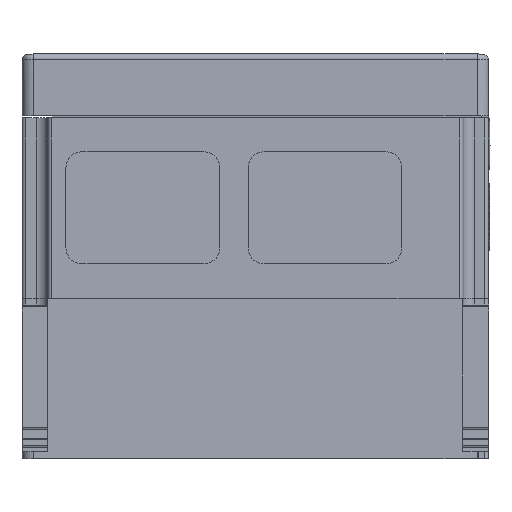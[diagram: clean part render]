
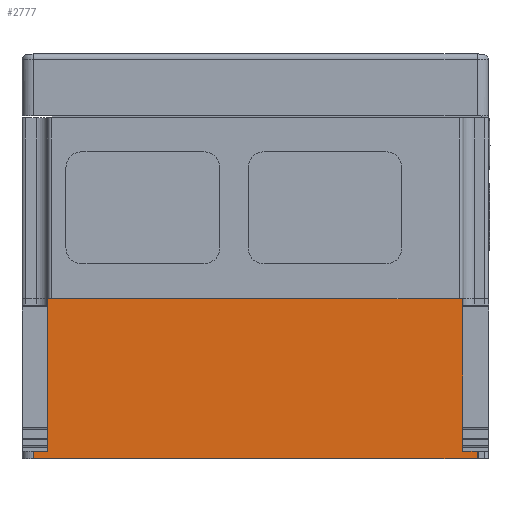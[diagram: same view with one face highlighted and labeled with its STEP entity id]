
A CAD part, left-side view. The second image highlights one B-rep face of the part: STEP entity #2777.
In plain terms, the highlighted planar face has unit normal (-1, 0, 0).
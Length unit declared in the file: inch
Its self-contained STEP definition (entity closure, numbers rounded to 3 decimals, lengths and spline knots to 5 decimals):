
#405 = CARTESIAN_POINT ( 'NONE',  ( -2.325, -3.24, -2.50263 ) ) ;
#1158 = EDGE_CURVE ( 'NONE', #23509, #43432, #25865, .T. ) ;
#1488 = LINE ( 'NONE', #16977, #42661 ) ;
#2777 = ADVANCED_FACE ( 'NONE', ( #45585 ), #38752, .F. ) ;
#3452 = ORIENTED_EDGE ( 'NONE', *, *, #4078, .T. ) ;
#4078 = EDGE_CURVE ( 'NONE', #51702, #9136, #22439, .T. ) ;
#4459 = CARTESIAN_POINT ( 'NONE',  ( -2.325, 3.64, -5. ) ) ;
#4575 = CARTESIAN_POINT ( 'NONE',  ( -2.325, -3.18, -2.5 ) ) ;
#4981 = DIRECTION ( 'NONE',  ( 0., -1., 0. ) ) ;
#5670 = LINE ( 'NONE', #17545, #25660 ) ;
#6064 = ORIENTED_EDGE ( 'NONE', *, *, #42711, .F. ) ;
#8879 = CARTESIAN_POINT ( 'NONE',  ( -2.325, 3.46, -5. ) ) ;
#9136 = VERTEX_POINT ( 'NONE', #22642 ) ;
#9315 = DIRECTION ( 'NONE',  ( 0., 0., 1. ) ) ;
#9918 = VERTEX_POINT ( 'NONE', #8879 ) ;
#10577 = VECTOR ( 'NONE', #28038, 39.37008 ) ;
#11007 = DIRECTION ( 'NONE',  ( 1., 0., 0. ) ) ;
#11788 = VECTOR ( 'NONE', #29478, 39.37008 ) ;
#11836 = LINE ( 'NONE', #4459, #10577 ) ;
#13441 = CARTESIAN_POINT ( 'NONE',  ( -2.325, 3.18, -5. ) ) ;
#13891 = EDGE_LOOP ( 'NONE', ( #22195, #21073, #36084, #21712, #47910, #14028, #28840, #33431, #34613, #3452, #6064, #42584 ) ) ;
#14028 = ORIENTED_EDGE ( 'NONE', *, *, #51619, .F. ) ;
#15220 = VECTOR ( 'NONE', #33238, 39.37008 ) ;
#15834 = DIRECTION ( 'NONE',  ( 0., -1., 0. ) ) ;
#16121 = VERTEX_POINT ( 'NONE', #405 ) ;
#16242 = CARTESIAN_POINT ( 'NONE',  ( -2.325, 3.64, -2.5 ) ) ;
#16977 = CARTESIAN_POINT ( 'NONE',  ( -2.325, 3.24, -2.50263 ) ) ;
#17545 = CARTESIAN_POINT ( 'NONE',  ( -2.325, -3.24, -2.50263 ) ) ;
#17851 = VERTEX_POINT ( 'NONE', #49818 ) ;
#18398 = DIRECTION ( 'NONE',  ( 0., -1., 0. ) ) ;
#18818 = VECTOR ( 'NONE', #43481, 39.37008 ) ;
#19276 = CARTESIAN_POINT ( 'NONE',  ( -2.325, -3.24, -2.50263 ) ) ;
#19664 = VERTEX_POINT ( 'NONE', #32522 ) ;
#20412 = EDGE_CURVE ( 'NONE', #26850, #43432, #34252, .T. ) ;
#20435 = EDGE_CURVE ( 'NONE', #28510, #9918, #43534, .T. ) ;
#21073 = ORIENTED_EDGE ( 'NONE', *, *, #28471, .T. ) ;
#21558 = DIRECTION ( 'NONE',  ( 0., 1., 0. ) ) ;
#21712 = ORIENTED_EDGE ( 'NONE', *, *, #1158, .T. ) ;
#21897 = LINE ( 'NONE', #19276, #51227 ) ;
#22195 = ORIENTED_EDGE ( 'NONE', *, *, #31779, .T. ) ;
#22439 = LINE ( 'NONE', #25445, #11788 ) ;
#22642 = CARTESIAN_POINT ( 'NONE',  ( -2.325, -3.46, -4.88 ) ) ;
#23509 = VERTEX_POINT ( 'NONE', #28775 ) ;
#23898 = CARTESIAN_POINT ( 'NONE',  ( -2.325, 3.64, -4.88 ) ) ;
#24367 = EDGE_CURVE ( 'NONE', #9918, #51702, #11836, .T. ) ;
#24779 = VERTEX_POINT ( 'NONE', #4575 ) ;
#25445 = CARTESIAN_POINT ( 'NONE',  ( -2.325, -3.46, -5. ) ) ;
#25660 = VECTOR ( 'NONE', #21558, 39.37008 ) ;
#25865 = LINE ( 'NONE', #13441, #15220 ) ;
#26850 = VERTEX_POINT ( 'NONE', #32551 ) ;
#28038 = DIRECTION ( 'NONE',  ( 0., -1., 0. ) ) ;
#28471 = EDGE_CURVE ( 'NONE', #19664, #24779, #40050, .T. ) ;
#28510 = VERTEX_POINT ( 'NONE', #51690 ) ;
#28775 = CARTESIAN_POINT ( 'NONE',  ( -2.325, 3.18, -2.5 ) ) ;
#28840 = ORIENTED_EDGE ( 'NONE', *, *, #40943, .F. ) ;
#28908 = CARTESIAN_POINT ( 'NONE',  ( -2.325, 3.64, -4.88 ) ) ;
#29478 = DIRECTION ( 'NONE',  ( 0., 0., 1. ) ) ;
#30499 = CARTESIAN_POINT ( 'NONE',  ( -2.325, 3.46, -5. ) ) ;
#31742 = VECTOR ( 'NONE', #50348, 39.37008 ) ;
#31758 = LINE ( 'NONE', #28908, #50438 ) ;
#31779 = EDGE_CURVE ( 'NONE', #16121, #19664, #5670, .T. ) ;
#32135 = LINE ( 'NONE', #16242, #50811 ) ;
#32522 = CARTESIAN_POINT ( 'NONE',  ( -2.325, -3.18, -2.50263 ) ) ;
#32551 = CARTESIAN_POINT ( 'NONE',  ( -2.325, 3.24, -2.50263 ) ) ;
#33003 = VECTOR ( 'NONE', #18398, 39.37008 ) ;
#33238 = DIRECTION ( 'NONE',  ( 0., 0., -1. ) ) ;
#33431 = ORIENTED_EDGE ( 'NONE', *, *, #20435, .T. ) ;
#34166 = VERTEX_POINT ( 'NONE', #37432 ) ;
#34252 = LINE ( 'NONE', #50015, #33003 ) ;
#34613 = ORIENTED_EDGE ( 'NONE', *, *, #24367, .T. ) ;
#34943 = CARTESIAN_POINT ( 'NONE',  ( -2.325, 3.64, -5. ) ) ;
#36084 = ORIENTED_EDGE ( 'NONE', *, *, #45786, .F. ) ;
#37394 = CARTESIAN_POINT ( 'NONE',  ( -2.325, -3.46, -5. ) ) ;
#37432 = CARTESIAN_POINT ( 'NONE',  ( -2.325, -3.24, -4.88 ) ) ;
#37587 = AXIS2_PLACEMENT_3D ( 'NONE', #34943, #11007, #38927 ) ;
#38752 = PLANE ( 'NONE',  #37587 ) ;
#38927 = DIRECTION ( 'NONE',  ( 0., 0., -1. ) ) ;
#39297 = CARTESIAN_POINT ( 'NONE',  ( -2.325, 3.18, -2.50263 ) ) ;
#39498 = CARTESIAN_POINT ( 'NONE',  ( -2.325, -3.18, -2.5 ) ) ;
#40050 = LINE ( 'NONE', #39498, #18818 ) ;
#40943 = EDGE_CURVE ( 'NONE', #28510, #17851, #49415, .T. ) ;
#41391 = EDGE_CURVE ( 'NONE', #34166, #16121, #21897, .T. ) ;
#42584 = ORIENTED_EDGE ( 'NONE', *, *, #41391, .T. ) ;
#42661 = VECTOR ( 'NONE', #9315, 39.37008 ) ;
#42711 = EDGE_CURVE ( 'NONE', #34166, #9136, #31758, .T. ) ;
#43161 = DIRECTION ( 'NONE',  ( 0., 0., 1. ) ) ;
#43432 = VERTEX_POINT ( 'NONE', #39297 ) ;
#43481 = DIRECTION ( 'NONE',  ( 0., 0., 1. ) ) ;
#43534 = LINE ( 'NONE', #30499, #31742 ) ;
#43798 = DIRECTION ( 'NONE',  ( 0., -1., 0. ) ) ;
#44406 = VECTOR ( 'NONE', #15834, 39.37008 ) ;
#45585 = FACE_OUTER_BOUND ( 'NONE', #13891, .T. ) ;
#45786 = EDGE_CURVE ( 'NONE', #23509, #24779, #32135, .T. ) ;
#47910 = ORIENTED_EDGE ( 'NONE', *, *, #20412, .F. ) ;
#49415 = LINE ( 'NONE', #23898, #44406 ) ;
#49818 = CARTESIAN_POINT ( 'NONE',  ( -2.325, 3.24, -4.88 ) ) ;
#50015 = CARTESIAN_POINT ( 'NONE',  ( -2.325, 3.24, -2.50263 ) ) ;
#50348 = DIRECTION ( 'NONE',  ( 0., 0., -1. ) ) ;
#50438 = VECTOR ( 'NONE', #4981, 39.37008 ) ;
#50811 = VECTOR ( 'NONE', #43798, 39.37008 ) ;
#51227 = VECTOR ( 'NONE', #43161, 39.37008 ) ;
#51619 = EDGE_CURVE ( 'NONE', #17851, #26850, #1488, .T. ) ;
#51690 = CARTESIAN_POINT ( 'NONE',  ( -2.325, 3.46, -4.88 ) ) ;
#51702 = VERTEX_POINT ( 'NONE', #37394 ) ;
